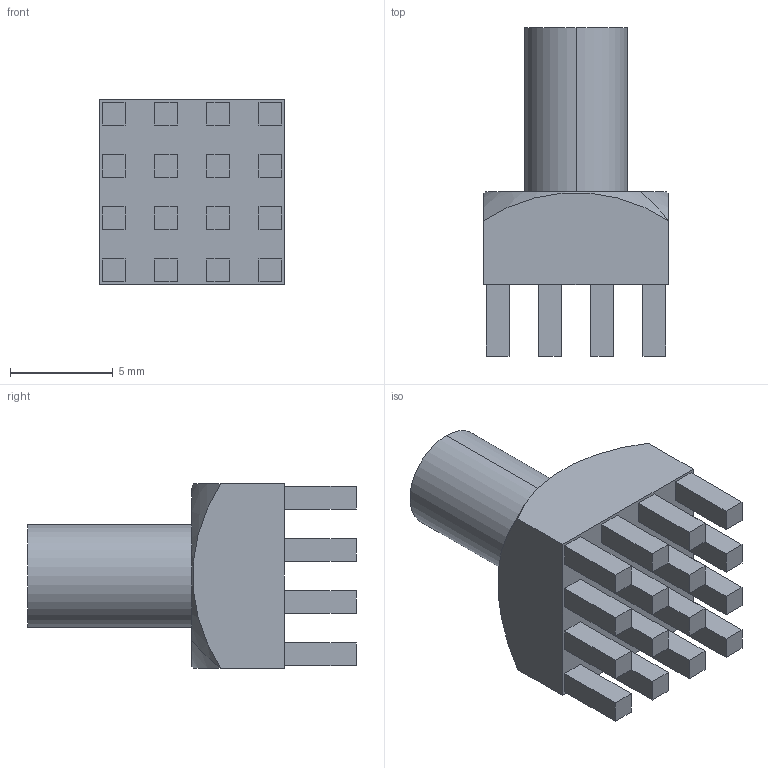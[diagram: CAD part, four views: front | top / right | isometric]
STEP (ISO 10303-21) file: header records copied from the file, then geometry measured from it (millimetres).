
FILE_DESCRIPTION (( 'STEP AP214' ), '1' );
FILE_NAME ('WE 7461383.STEP', '2015-10-29T19:07:02', ( '' ), ( '' ), 'SwSTEP 2.0', 'SolidWorks 2015', '' );
FILE_SCHEMA (( 'AUTOMOTIVE_DESIGN' ));
Length unit declared in the file: millimetre
Products named in the file (1): WE 7461383
Bounding box: 9 x 16 x 9 mm (x, y, z)
Volume: 581.9 mm3; surface area: 681.8 mm2
Topology: 1 solids, 1 shells, 91 faces, 214 edges, 142 vertices
Faces by surface type: plane 87, cylinder 2, sphere 2
Entity records: 2598 total; most frequent: CARTESIAN_POINT 448, ORIENTED_EDGE 428, DIRECTION 410, EDGE_CURVE 214, VECTOR 202, LINE 202, VERTEX_POINT 142, EDGE_LOOP 108
